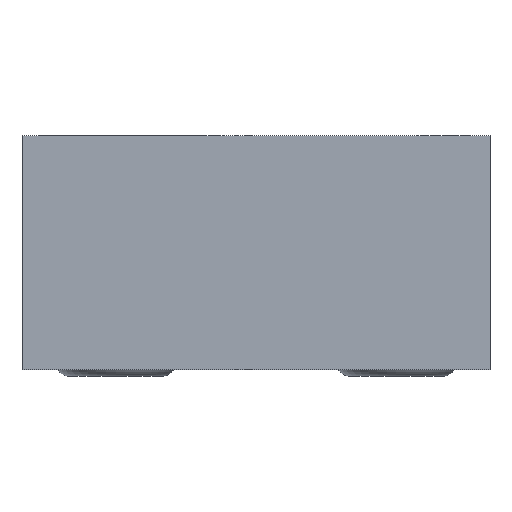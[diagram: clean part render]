
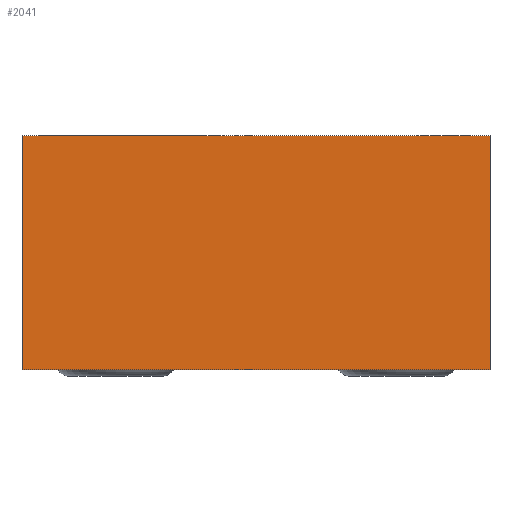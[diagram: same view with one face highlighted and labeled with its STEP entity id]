
A CAD part, front view. The second image highlights one B-rep face of the part: STEP entity #2041.
In plain terms, the highlighted planar face has unit normal (0, -1, 0).
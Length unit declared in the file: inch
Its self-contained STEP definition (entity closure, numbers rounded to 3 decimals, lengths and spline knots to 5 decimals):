
#483=DIRECTION('',(-1.,0.,0.));
#484=VECTOR('',#483,2.5);
#485=CARTESIAN_POINT('',(1.25,-0.787,0.625));
#486=LINE('',#485,#484);
#487=DIRECTION('',(0.,0.,1.));
#488=VECTOR('',#487,1.25);
#489=CARTESIAN_POINT('',(1.25,-0.787,-0.625));
#490=LINE('',#489,#488);
#491=DIRECTION('',(1.,0.,0.));
#492=VECTOR('',#491,2.5);
#493=CARTESIAN_POINT('',(-1.25,-0.787,-0.625));
#494=LINE('',#493,#492);
#495=DIRECTION('',(0.,0.,-1.));
#496=VECTOR('',#495,1.25);
#497=CARTESIAN_POINT('',(-1.25,-0.787,0.625));
#498=LINE('',#497,#496);
#1258=CARTESIAN_POINT('',(1.25,-0.787,0.625));
#1259=CARTESIAN_POINT('',(-1.25,-0.787,0.625));
#1260=VERTEX_POINT('',#1258);
#1261=VERTEX_POINT('',#1259);
#1262=CARTESIAN_POINT('',(-1.25,-0.787,-0.625));
#1263=VERTEX_POINT('',#1262);
#1264=CARTESIAN_POINT('',(1.25,-0.787,-0.625));
#1265=VERTEX_POINT('',#1264);
#2030=CARTESIAN_POINT('',(0.,-0.787,0.));
#2031=DIRECTION('',(0.,-1.,0.));
#2032=DIRECTION('',(1.,0.,0.));
#2033=AXIS2_PLACEMENT_3D('',#2030,#2031,#2032);
#2034=PLANE('',#2033);
#2035=ORIENTED_EDGE('',*,*,#1916,.F.);
#2036=ORIENTED_EDGE('',*,*,#1955,.F.);
#2037=ORIENTED_EDGE('',*,*,#1975,.F.);
#2038=ORIENTED_EDGE('',*,*,#2018,.F.);
#2039=EDGE_LOOP('',(#2035,#2036,#2037,#2038));
#2040=FACE_OUTER_BOUND('',#2039,.F.);
#2041=ADVANCED_FACE('',(#2040),#2034,.T.);
#1916=EDGE_CURVE('',#1260,#1261,#486,.T.);
#1955=EDGE_CURVE('',#1265,#1260,#490,.T.);
#1975=EDGE_CURVE('',#1263,#1265,#494,.T.);
#2018=EDGE_CURVE('',#1261,#1263,#498,.T.);
